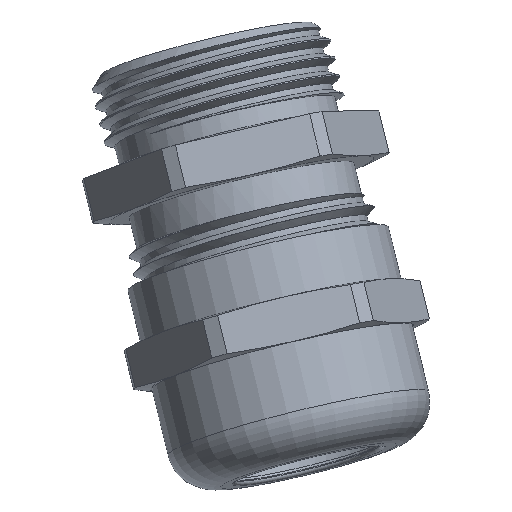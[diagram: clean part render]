
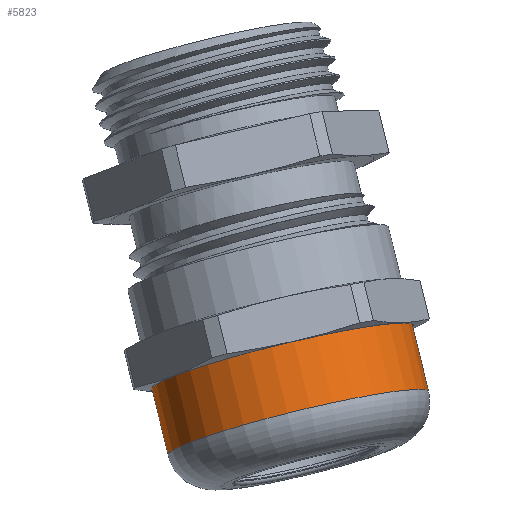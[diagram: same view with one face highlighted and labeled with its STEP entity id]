
A CAD part, left-side view. The second image highlights one B-rep face of the part: STEP entity #5823.
In plain terms, the highlighted cylindrical face has radius 10.87 mm (diameter 21.74 mm), a full revolution.
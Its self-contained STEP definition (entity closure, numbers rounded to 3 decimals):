
#1191=FACE_BOUND('',#1934,.T.);
#1529=FACE_OUTER_BOUND('',#1933,.T.);
#1933=EDGE_LOOP('',(#5387));
#1934=EDGE_LOOP('',(#5388));
#2261=CIRCLE('',#6585,10.87);
#2268=CIRCLE('',#6599,10.87);
#2839=VERTEX_POINT('',#14247);
#2846=VERTEX_POINT('',#14268);
#3687=EDGE_CURVE('',#2839,#2839,#2261,.T.);
#3694=EDGE_CURVE('',#2846,#2846,#2268,.T.);
#5387=ORIENTED_EDGE('',*,*,#3694,.T.);
#5388=ORIENTED_EDGE('',*,*,#3687,.F.);
#5485=CYLINDRICAL_SURFACE('',#6600,10.87);
#5823=ADVANCED_FACE('',(#1529,#1191),#5485,.T.);
#6585=AXIS2_PLACEMENT_3D('',#14248,#8277,#8278);
#6599=AXIS2_PLACEMENT_3D('',#14269,#8305,#8306);
#6600=AXIS2_PLACEMENT_3D('',#14270,#8307,#8308);
#8277=DIRECTION('center_axis',(1.,0.,0.));
#8278=DIRECTION('ref_axis',(0.,0.,-1.));
#8305=DIRECTION('center_axis',(1.,0.,0.));
#8306=DIRECTION('ref_axis',(0.,0.,-1.));
#8307=DIRECTION('center_axis',(1.,0.,0.));
#8308=DIRECTION('ref_axis',(0.,1.,0.));
#14247=CARTESIAN_POINT('',(-8.25,10.87,0.));
#14248=CARTESIAN_POINT('Origin',(-8.25,0.,0.));
#14268=CARTESIAN_POINT('',(-13.8,10.87,0.));
#14269=CARTESIAN_POINT('Origin',(-13.8,0.,0.));
#14270=CARTESIAN_POINT('Origin',(-11.025,0.,0.));
